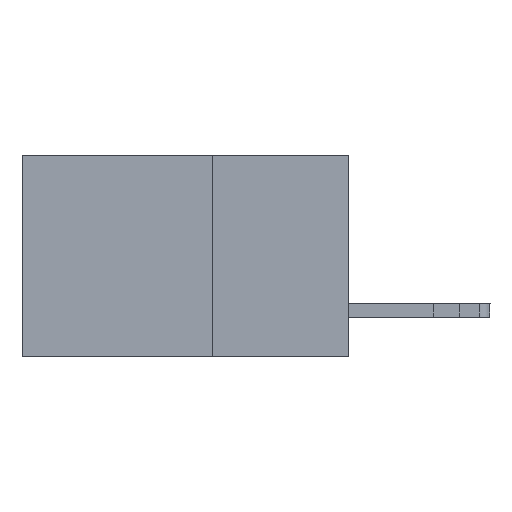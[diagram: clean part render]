
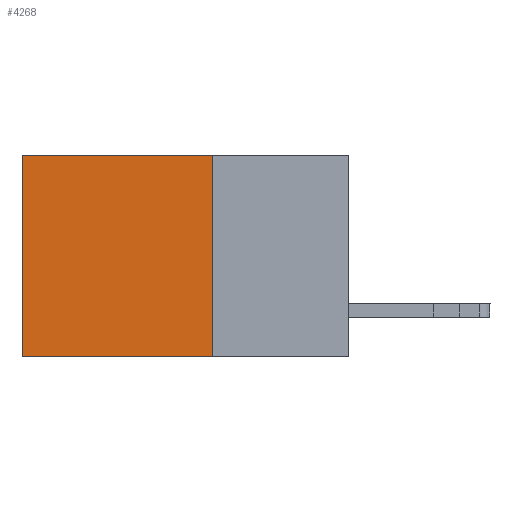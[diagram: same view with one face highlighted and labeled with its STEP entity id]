
A CAD part, left-side view. The second image highlights one B-rep face of the part: STEP entity #4268.
In plain terms, the highlighted planar face has unit normal (-1, 0, 0).
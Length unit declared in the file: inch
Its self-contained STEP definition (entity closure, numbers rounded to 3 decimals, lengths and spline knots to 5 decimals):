
#209 = ORIENTED_EDGE ( 'NONE', *, *, #2799, .T. ) ;
#828 = DIRECTION ( 'NONE',  ( 0., 1., 0. ) ) ;
#1076 = ORIENTED_EDGE ( 'NONE', *, *, #8737, .T. ) ;
#1232 = PLANE ( 'NONE',  #6525 ) ;
#1512 = VERTEX_POINT ( 'NONE', #3072 ) ;
#1701 = DIRECTION ( 'NONE',  ( 0., 1., 0. ) ) ;
#1705 = VECTOR ( 'NONE', #8215, 39.37008 ) ;
#1769 = VECTOR ( 'NONE', #1701, 39.37008 ) ;
#1875 = CARTESIAN_POINT ( 'NONE',  ( 0.2615, 0.6, -0.37 ) ) ;
#2799 = EDGE_CURVE ( 'NONE', #9717, #1512, #13536, .T. ) ;
#2816 = EDGE_CURVE ( 'NONE', #11770, #10043, #12576, .T. ) ;
#2884 = FACE_OUTER_BOUND ( 'NONE', #7341, .T. ) ;
#2985 = CARTESIAN_POINT ( 'NONE',  ( 0.2615, 0.25, -0.37 ) ) ;
#3072 = CARTESIAN_POINT ( 'NONE',  ( 0.2615, 0.6, -0.37 ) ) ;
#3498 = ORIENTED_EDGE ( 'NONE', *, *, #6793, .F. ) ;
#4268 = ADVANCED_FACE ( 'NONE', ( #2884 ), #1232, .F. ) ;
#4591 = DIRECTION ( 'NONE',  ( 0., 0., -1. ) ) ;
#5164 = CARTESIAN_POINT ( 'NONE',  ( 0.2615, 0.25, 0. ) ) ;
#5607 = CARTESIAN_POINT ( 'NONE',  ( 0.2615, 0.25, -0.37 ) ) ;
#6282 = VECTOR ( 'NONE', #828, 39.37008 ) ;
#6525 = AXIS2_PLACEMENT_3D ( 'NONE', #5607, #10764, #4591 ) ;
#6793 = EDGE_CURVE ( 'NONE', #10043, #1512, #10185, .T. ) ;
#6888 = CARTESIAN_POINT ( 'NONE',  ( 0.2615, 0.6, 0. ) ) ;
#7341 = EDGE_LOOP ( 'NONE', ( #209, #3498, #10338, #1076 ) ) ;
#7373 = CARTESIAN_POINT ( 'NONE',  ( 0.2615, 0.25, -0.37 ) ) ;
#8077 = CARTESIAN_POINT ( 'NONE',  ( 0.2615, 0.25, -0.37 ) ) ;
#8215 = DIRECTION ( 'NONE',  ( 0., 0., -1. ) ) ;
#8737 = EDGE_CURVE ( 'NONE', #11770, #9717, #11766, .T. ) ;
#9717 = VERTEX_POINT ( 'NONE', #6888 ) ;
#10043 = VERTEX_POINT ( 'NONE', #7373 ) ;
#10185 = LINE ( 'NONE', #8077, #1769 ) ;
#10338 = ORIENTED_EDGE ( 'NONE', *, *, #2816, .F. ) ;
#10764 = DIRECTION ( 'NONE',  ( 1., 0., 0. ) ) ;
#11766 = LINE ( 'NONE', #12472, #6282 ) ;
#11770 = VERTEX_POINT ( 'NONE', #5164 ) ;
#12256 = VECTOR ( 'NONE', #12396, 39.37008 ) ;
#12396 = DIRECTION ( 'NONE',  ( 0., 0., -1. ) ) ;
#12472 = CARTESIAN_POINT ( 'NONE',  ( 0.2615, 0.25, 0. ) ) ;
#12576 = LINE ( 'NONE', #2985, #12256 ) ;
#13536 = LINE ( 'NONE', #1875, #1705 ) ;
